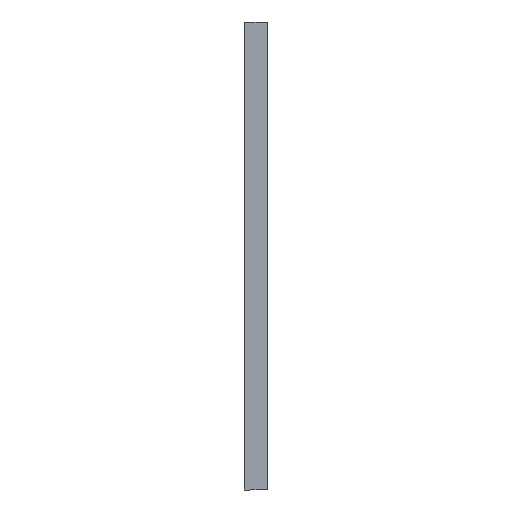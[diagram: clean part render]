
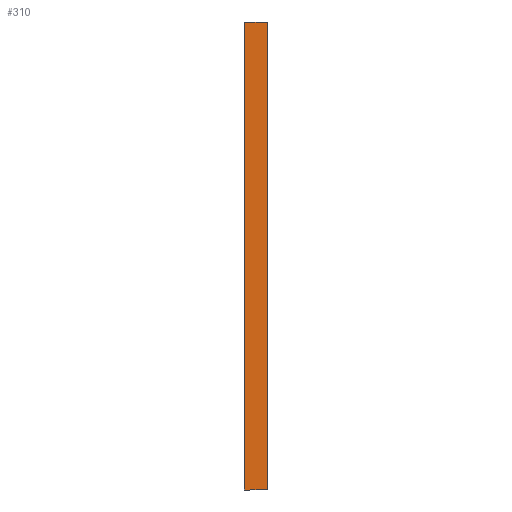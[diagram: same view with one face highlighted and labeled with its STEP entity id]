
A CAD part, front view. The second image highlights one B-rep face of the part: STEP entity #310.
In plain terms, the highlighted planar face has unit normal (0, -1, 0).
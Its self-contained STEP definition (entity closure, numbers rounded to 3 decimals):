
#114 = CARTESIAN_POINT ( 'NONE',  ( 73.3, 0., 3000. ) ) ;
#146 = CARTESIAN_POINT ( 'NONE',  ( -73.3, 0., 3000. ) ) ;
#267 = EDGE_CURVE ( 'NONE', #3351, #694, #3220, .T. ) ;
#269 = AXIS2_PLACEMENT_3D ( 'NONE', #294, #2242, #834 ) ;
#294 = CARTESIAN_POINT ( 'NONE',  ( 73.3, 0., 3000. ) ) ;
#310 = ADVANCED_FACE ( 'NONE', ( #3036 ), #1957, .F. ) ;
#313 = EDGE_LOOP ( 'NONE', ( #3550, #1604, #2205, #2105 ) ) ;
#404 = VERTEX_POINT ( 'NONE', #1054 ) ;
#441 = DIRECTION ( 'NONE',  ( 0., 0., -1. ) ) ;
#608 = CARTESIAN_POINT ( 'NONE',  ( -73.3, 0., 3000. ) ) ;
#609 = DIRECTION ( 'NONE',  ( 0., 0., -1. ) ) ;
#694 = VERTEX_POINT ( 'NONE', #3448 ) ;
#834 = DIRECTION ( 'NONE',  ( 0., 0., 1. ) ) ;
#986 = VECTOR ( 'NONE', #609, 1000. ) ;
#1054 = CARTESIAN_POINT ( 'NONE',  ( -73.3, 0., 0. ) ) ;
#1604 = ORIENTED_EDGE ( 'NONE', *, *, #267, .F. ) ;
#1671 = LINE ( 'NONE', #3506, #1763 ) ;
#1757 = DIRECTION ( 'NONE',  ( 1., 0., 0. ) ) ;
#1763 = VECTOR ( 'NONE', #1757, 1000. ) ;
#1813 = VECTOR ( 'NONE', #441, 1000. ) ;
#1957 = PLANE ( 'NONE',  #269 ) ;
#2105 = ORIENTED_EDGE ( 'NONE', *, *, #3412, .T. ) ;
#2205 = ORIENTED_EDGE ( 'NONE', *, *, #3624, .F. ) ;
#2242 = DIRECTION ( 'NONE',  ( 0., 1., 0. ) ) ;
#2354 = CARTESIAN_POINT ( 'NONE',  ( 73.3, 0., 3000. ) ) ;
#2584 = DIRECTION ( 'NONE',  ( 1., 0., 0. ) ) ;
#2630 = VECTOR ( 'NONE', #2584, 1000. ) ;
#2704 = VERTEX_POINT ( 'NONE', #608 ) ;
#2724 = LINE ( 'NONE', #3470, #2630 ) ;
#2767 = LINE ( 'NONE', #146, #1813 ) ;
#3036 = FACE_OUTER_BOUND ( 'NONE', #313, .T. ) ;
#3220 = LINE ( 'NONE', #2354, #986 ) ;
#3351 = VERTEX_POINT ( 'NONE', #114 ) ;
#3412 = EDGE_CURVE ( 'NONE', #2704, #404, #2767, .T. ) ;
#3448 = CARTESIAN_POINT ( 'NONE',  ( 73.3, 0., 0. ) ) ;
#3470 = CARTESIAN_POINT ( 'NONE',  ( 73.3, 0., 3000. ) ) ;
#3506 = CARTESIAN_POINT ( 'NONE',  ( 73.3, 0., 0. ) ) ;
#3550 = ORIENTED_EDGE ( 'NONE', *, *, #3684, .T. ) ;
#3624 = EDGE_CURVE ( 'NONE', #2704, #3351, #2724, .T. ) ;
#3684 = EDGE_CURVE ( 'NONE', #404, #694, #1671, .T. ) ;
